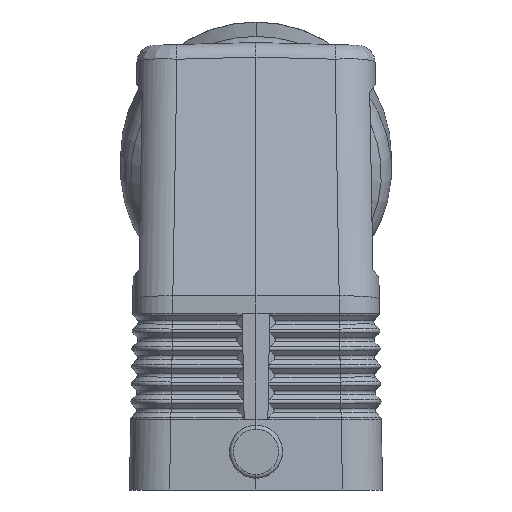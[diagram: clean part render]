
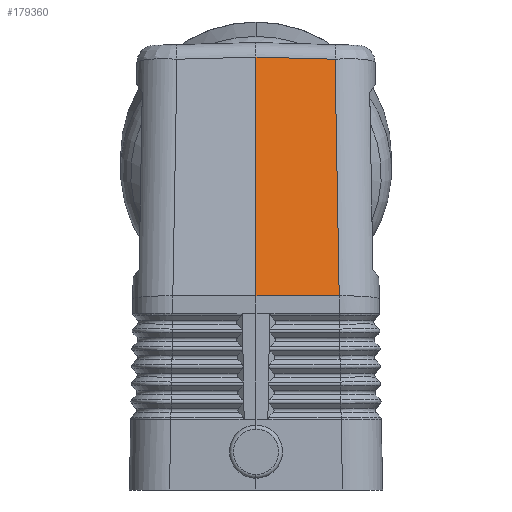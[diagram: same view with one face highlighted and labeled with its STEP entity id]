
A CAD part, left-side view. The second image highlights one B-rep face of the part: STEP entity #179360.
In plain terms, the highlighted face is planar.
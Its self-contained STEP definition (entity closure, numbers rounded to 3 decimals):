
#159790=CARTESIAN_POINT('',(122.845,46.883,
-35.609));
#159800=VERTEX_POINT('',#159790);
#159970=CARTESIAN_POINT('',(123.214,46.918,-21.5)
);
#159980=VERTEX_POINT('',#159970);
#160010=CARTESIAN_POINT('',(122.652,46.864,-43.));
#160020=DIRECTION('',(-0.026,-0.003,
-1.));
#160030=VECTOR('',#160020,1.);
#160040=LINE('',#160010,#160030);
#160050=EDGE_CURVE('',#159980,#159800,#160040,.T.);
#170830=CARTESIAN_POINT('',(115.774,87.088,
-34.926));
#170840=VERTEX_POINT('',#170830);
#171470=CARTESIAN_POINT('',(122.844,46.883,
-35.628));
#171480=VERTEX_POINT('',#171470);
#171510=CARTESIAN_POINT('',(130.876,1.215,
-36.425));
#171520=DIRECTION('',(0.173,-0.985,
-0.017));
#171530=VECTOR('',#171520,1.);
#171540=LINE('',#171510,#171530);
#171550=EDGE_CURVE('',#170840,#171480,#171540,.T.);
#177660=CARTESIAN_POINT('',(116.069,87.44,-21.5));
#177670=VERTEX_POINT('',#177660);
#177770=CARTESIAN_POINT('',(115.595,86.875,
-43.079));
#177780=DIRECTION('',(-0.022,-0.026,
-0.999));
#177790=VECTOR('',#177780,1.);
#177800=LINE('',#177770,#177790);
#177810=EDGE_CURVE('',#177670,#170840,#177800,.T.);
#179130=CARTESIAN_POINT('',(115.077,89.82,
-42.993));
#179140=DIRECTION('',(0.984,0.174,
-0.026));
#179150=DIRECTION('',(-0.174,0.985,0.));
#179160=AXIS2_PLACEMENT_3D('',#179130,#179140,#179150);
#179170=PLANE('',#179160);
#179180=ORIENTED_EDGE('',*,*,#171550,.F.);
#179190=CARTESIAN_POINT('',(115.097,90.967,
-34.654));
#179200=DIRECTION('',(0.984,0.174,
-0.026));
#179210=DIRECTION('',(-0.173,0.985,
0.022));
#179220=AXIS2_PLACEMENT_3D('',#179190,#179200,#179210);
#179230=ELLIPSE('',#179220,44.771,7.);
#179240=EDGE_CURVE('',#159800,#171480,#179230,.T.);
#179250=ORIENTED_EDGE('',*,*,#179240,.T.);
#179260=ORIENTED_EDGE('',*,*,#160050,.T.);
#179270=CARTESIAN_POINT('',(131.487,0.,-21.5));
#179280=DIRECTION('',(-0.174,0.985,0.));
#179290=VECTOR('',#179280,1.);
#179300=LINE('',#179270,#179290);
#179310=EDGE_CURVE('',#159980,#177670,#179300,.T.);
#179320=ORIENTED_EDGE('',*,*,#179310,.F.);
#179330=ORIENTED_EDGE('',*,*,#177810,.F.);
#179340=EDGE_LOOP('',(#179330,#179320,#179260,#179250,#179180));
#179350=FACE_OUTER_BOUND('',#179340,.T.);
#179360=ADVANCED_FACE('',(#179350),#179170,.T.);
